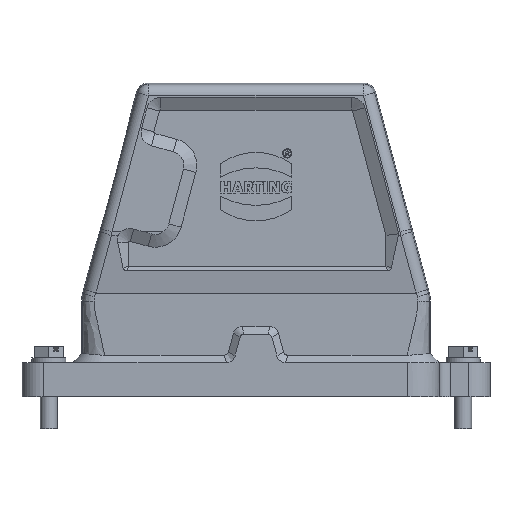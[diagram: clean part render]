
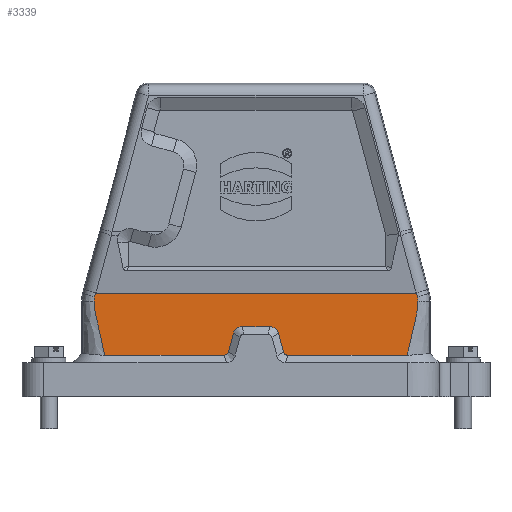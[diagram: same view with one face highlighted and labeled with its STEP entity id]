
A CAD part, front view. The second image highlights one B-rep face of the part: STEP entity #3339.
In plain terms, the highlighted planar face has unit normal (0, -1, 0).
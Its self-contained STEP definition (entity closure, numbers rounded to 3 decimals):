
#2500=(
BOUNDED_CURVE()
B_SPLINE_CURVE(3,(#12667,#12668,#12669,#12670,#12671,#12672,#12673),
 .UNSPECIFIED.,.F.,.F.)
B_SPLINE_CURVE_WITH_KNOTS((4,3,4),(0.,0.333,1.),
 .UNSPECIFIED.)
CURVE()
GEOMETRIC_REPRESENTATION_ITEM()
RATIONAL_B_SPLINE_CURVE((1.,1.,1.,1.,1.,1.,1.))
REPRESENTATION_ITEM('')
);
#2515=(
BOUNDED_CURVE()
B_SPLINE_CURVE(3,(#14454,#14455,#14456,#14457,#14458,#14459,#14460),
 .UNSPECIFIED.,.F.,.F.)
B_SPLINE_CURVE_WITH_KNOTS((4,3,4),(0.,0.667,1.),.UNSPECIFIED.)
CURVE()
GEOMETRIC_REPRESENTATION_ITEM()
RATIONAL_B_SPLINE_CURVE((1.,1.,1.,1.,1.,1.,1.))
REPRESENTATION_ITEM('')
);
#2843=FACE_OUTER_BOUND('',#5397,.T.);
#2951=ELLIPSE('',#9821,6.001,6.);
#2953=ELLIPSE('',#9826,6.001,6.);
#2954=ELLIPSE('',#9827,33.546,4.);
#2957=ELLIPSE('',#9836,33.546,4.);
#3339=ADVANCED_FACE('',(#2843),#3568,.T.);
#3568=PLANE('',#10114);
#3909=LINE('',#13487,#4540);
#3976=LINE('',#14482,#4607);
#3977=LINE('',#14506,#4608);
#3983=LINE('',#14968,#4614);
#3984=LINE('',#14992,#4615);
#3985=LINE('',#15005,#4616);
#4540=VECTOR('',#10791,1.);
#4607=VECTOR('',#11030,1.);
#4608=VECTOR('',#11047,1.);
#4614=VECTOR('',#11163,1.);
#4615=VECTOR('',#11166,1.);
#4616=VECTOR('',#11169,1.);
#4911=B_SPLINE_CURVE_WITH_KNOTS('',3,(#14740,#14741,#14742,#14743,#14744,
#14745,#14746,#14747),.UNSPECIFIED.,.F.,.F.,(4,2,2,4),(0.,0.25,0.5,1.),
 .UNSPECIFIED.);
#4914=B_SPLINE_CURVE_WITH_KNOTS('',3,(#14817,#14818,#14819,#14820,#14821,
#14822,#14823,#14824),.UNSPECIFIED.,.F.,.F.,(4,2,2,4),(0.,0.25,0.5,1.),
 .UNSPECIFIED.);
#4927=B_SPLINE_CURVE_WITH_KNOTS('',3,(#15127,#15128,#15129,#15130),
 .UNSPECIFIED.,.F.,.F.,(4,4),(0.,1.),.UNSPECIFIED.);
#4928=B_SPLINE_CURVE_WITH_KNOTS('',3,(#15143,#15144,#15145,#15146,#15147,
#15148),.UNSPECIFIED.,.F.,.F.,(4,2,4),(0.,0.5,1.),.UNSPECIFIED.);
#4929=B_SPLINE_CURVE_WITH_KNOTS('',3,(#15179,#15180,#15181,#15182),
 .UNSPECIFIED.,.F.,.F.,(4,4),(0.,1.),.UNSPECIFIED.);
#4930=B_SPLINE_CURVE_WITH_KNOTS('',3,(#15195,#15196,#15197,#15198,#15199,
#15200),.UNSPECIFIED.,.F.,.F.,(4,2,4),(0.,0.5,1.),.UNSPECIFIED.);
#5397=EDGE_LOOP('',(#7232,#7233,#7234,#7235,#7236,#7237,#7238,#7239,#7240,
#7241,#7242,#7243,#7244,#7245,#7246,#7247,#7248,#7249));
#7232=ORIENTED_EDGE('',*,*,#8713,.T.);
#7233=ORIENTED_EDGE('',*,*,#8725,.T.);
#7234=ORIENTED_EDGE('',*,*,#8698,.F.);
#7235=ORIENTED_EDGE('',*,*,#8643,.T.);
#7236=ORIENTED_EDGE('',*,*,#8647,.T.);
#7237=ORIENTED_EDGE('',*,*,#8651,.T.);
#7238=ORIENTED_EDGE('',*,*,#8656,.T.);
#7239=ORIENTED_EDGE('',*,*,#8518,.F.);
#7240=ORIENTED_EDGE('',*,*,#8648,.T.);
#7241=ORIENTED_EDGE('',*,*,#8644,.T.);
#7242=ORIENTED_EDGE('',*,*,#8639,.T.);
#7243=ORIENTED_EDGE('',*,*,#8283,.T.);
#7244=ORIENTED_EDGE('',*,*,#8695,.T.);
#7245=ORIENTED_EDGE('',*,*,#8727,.T.);
#7246=ORIENTED_EDGE('',*,*,#8718,.T.);
#7247=ORIENTED_EDGE('',*,*,#8728,.T.);
#7248=ORIENTED_EDGE('',*,*,#8716,.T.);
#7249=ORIENTED_EDGE('',*,*,#8726,.T.);
#7628=VERTEX_POINT('',#12666);
#7629=VERTEX_POINT('',#12674);
#7803=VERTEX_POINT('',#13486);
#7804=VERTEX_POINT('',#13488);
#7871=VERTEX_POINT('',#14423);
#7872=VERTEX_POINT('',#14449);
#7873=VERTEX_POINT('',#14453);
#7874=VERTEX_POINT('',#14483);
#7875=VERTEX_POINT('',#14487);
#7876=VERTEX_POINT('',#14505);
#7886=VERTEX_POINT('',#14739);
#7888=VERTEX_POINT('',#14825);
#7897=VERTEX_POINT('',#14967);
#7898=VERTEX_POINT('',#14969);
#7899=VERTEX_POINT('',#14991);
#7900=VERTEX_POINT('',#14993);
#7901=VERTEX_POINT('',#15006);
#7902=VERTEX_POINT('',#15007);
#8283=EDGE_CURVE('',#7629,#7628,#2500,.T.);
#8518=EDGE_CURVE('',#7803,#7804,#3909,.T.);
#8639=EDGE_CURVE('',#7871,#7629,#2951,.T.);
#8643=EDGE_CURVE('',#7872,#7873,#2515,.T.);
#8644=EDGE_CURVE('',#7874,#7871,#3976,.T.);
#8647=EDGE_CURVE('',#7873,#7875,#2953,.T.);
#8648=EDGE_CURVE('',#7803,#7874,#2954,.T.);
#8651=EDGE_CURVE('',#7875,#7876,#3977,.T.);
#8656=EDGE_CURVE('',#7876,#7804,#2957,.T.);
#8695=EDGE_CURVE('',#7628,#7886,#4911,.T.);
#8698=EDGE_CURVE('',#7872,#7888,#4914,.T.);
#8713=EDGE_CURVE('',#7898,#7897,#3983,.T.);
#8716=EDGE_CURVE('',#7900,#7899,#3984,.T.);
#8718=EDGE_CURVE('',#7901,#7902,#3985,.T.);
#8725=EDGE_CURVE('',#7897,#7888,#4927,.T.);
#8726=EDGE_CURVE('',#7899,#7898,#4928,.T.);
#8727=EDGE_CURVE('',#7886,#7901,#4929,.T.);
#8728=EDGE_CURVE('',#7902,#7900,#4930,.T.);
#9821=AXIS2_PLACEMENT_3D('',#14422,#11026,#11027);
#9826=AXIS2_PLACEMENT_3D('',#14488,#11037,#11038);
#9827=AXIS2_PLACEMENT_3D('',#14501,#11039,#11040);
#9836=AXIS2_PLACEMENT_3D('',#14537,#11058,#11059);
#10114=AXIS2_PLACEMENT_3D('',#16117,#11805,#11806);
#10791=DIRECTION('',(1.,0.,0.));
#11026=DIRECTION('',(0.,-1.,0.));
#11027=DIRECTION('',(-0.991,0.,0.131));
#11030=DIRECTION('',(-0.259,0.,-0.966));
#11037=DIRECTION('',(0.,-1.,0.));
#11038=DIRECTION('',(0.991,0.,0.131));
#11039=DIRECTION('',(0.,1.,0.));
#11040=DIRECTION('',(-0.261,0.,-0.965));
#11047=DIRECTION('',(-0.259,0.,0.966));
#11058=DIRECTION('',(0.,1.,0.));
#11059=DIRECTION('',(-0.261,0.,0.965));
#11163=DIRECTION('',(0.259,0.,-0.966));
#11166=DIRECTION('',(1.,0.,0.));
#11169=DIRECTION('',(0.259,0.,0.966));
#11805=DIRECTION('',(0.,-1.,0.));
#11806=DIRECTION('',(0.,0.,-1.));
#12666=CARTESIAN_POINT('',(-53.334,-26.4,-3.45));
#12667=CARTESIAN_POINT('',(-57.108,-26.4,15.582));
#12668=CARTESIAN_POINT('',(-57.108,-26.4,8.371));
#12669=CARTESIAN_POINT('',(-53.178,-26.4,1.161));
#12670=CARTESIAN_POINT('',(-53.178,-26.4,-6.05));
#12671=CARTESIAN_POINT('',(-53.178,-26.4,-20.471));
#12672=CARTESIAN_POINT('',(-53.178,-26.4,-34.893));
#12673=CARTESIAN_POINT('',(-53.178,-26.4,-49.314));
#12674=CARTESIAN_POINT('',(-57.108,-26.4,15.582));
#13486=CARTESIAN_POINT('',(-56.419,-26.4,18.45));
#13487=CARTESIAN_POINT('',(84.,-26.4,18.45));
#13488=CARTESIAN_POINT('',(56.419,-26.4,18.45));
#14422=CARTESIAN_POINT('',(-51.107,-26.4,15.582));
#14423=CARTESIAN_POINT('',(-56.904,-26.4,17.135));
#14449=CARTESIAN_POINT('',(53.334,-26.4,-3.45));
#14453=CARTESIAN_POINT('',(57.108,-26.4,15.582));
#14454=CARTESIAN_POINT('',(53.178,-26.4,-49.314));
#14455=CARTESIAN_POINT('',(53.178,-26.4,-34.893));
#14456=CARTESIAN_POINT('',(53.178,-26.4,-20.471));
#14457=CARTESIAN_POINT('',(53.178,-26.4,-6.05));
#14458=CARTESIAN_POINT('',(53.178,-26.4,1.161));
#14459=CARTESIAN_POINT('',(57.108,-26.4,8.371));
#14460=CARTESIAN_POINT('',(57.108,-26.4,15.582));
#14482=CARTESIAN_POINT('',(-56.902,-26.4,17.143));
#14483=CARTESIAN_POINT('',(-56.547,-26.4,18.467));
#14487=CARTESIAN_POINT('',(56.904,-26.4,17.135));
#14488=CARTESIAN_POINT('',(51.107,-26.4,15.582));
#14501=CARTESIAN_POINT('',(-47.797,-26.4,50.852));
#14505=CARTESIAN_POINT('',(56.547,-26.4,18.467));
#14506=CARTESIAN_POINT('',(56.824,-26.4,17.433));
#14537=CARTESIAN_POINT('',(47.797,-26.4,50.852));
#14739=CARTESIAN_POINT('',(-11.17,-26.4,-3.45));
#14740=CARTESIAN_POINT('',(-53.334,-26.4,-3.45));
#14741=CARTESIAN_POINT('',(-49.821,-26.4,-3.429));
#14742=CARTESIAN_POINT('',(-46.307,-26.4,-3.45));
#14743=CARTESIAN_POINT('',(-39.279,-26.4,-3.45));
#14744=CARTESIAN_POINT('',(-35.766,-26.4,-3.45));
#14745=CARTESIAN_POINT('',(-25.225,-26.4,-3.45));
#14746=CARTESIAN_POINT('',(-18.197,-26.4,-3.45));
#14747=CARTESIAN_POINT('',(-11.17,-26.4,-3.45));
#14817=CARTESIAN_POINT('',(53.334,-26.4,-3.45));
#14818=CARTESIAN_POINT('',(49.821,-26.4,-3.429));
#14819=CARTESIAN_POINT('',(46.307,-26.4,-3.45));
#14820=CARTESIAN_POINT('',(39.279,-26.4,-3.45));
#14821=CARTESIAN_POINT('',(35.766,-26.4,-3.45));
#14822=CARTESIAN_POINT('',(25.225,-26.4,-3.45));
#14823=CARTESIAN_POINT('',(18.197,-26.4,-3.45));
#14824=CARTESIAN_POINT('',(11.17,-26.4,-3.45));
#14825=CARTESIAN_POINT('',(11.17,-26.4,-3.45));
#14967=CARTESIAN_POINT('',(9.691,-26.4,-2.315));
#14968=CARTESIAN_POINT('',(15.602,-26.4,-24.377));
#14969=CARTESIAN_POINT('',(7.924,-26.4,4.28));
#14991=CARTESIAN_POINT('',(4.966,-26.4,6.55));
#14992=CARTESIAN_POINT('',(84.,-26.4,6.55));
#14993=CARTESIAN_POINT('',(-4.966,-26.4,6.55));
#15005=CARTESIAN_POINT('',(-4.349,-26.4,17.623));
#15006=CARTESIAN_POINT('',(-9.691,-26.4,-2.315));
#15007=CARTESIAN_POINT('',(-7.924,-26.4,4.28));
#15127=CARTESIAN_POINT('',(9.691,-26.4,-2.315));
#15128=CARTESIAN_POINT('',(9.869,-26.4,-2.978));
#15129=CARTESIAN_POINT('',(10.482,-26.4,-3.45));
#15130=CARTESIAN_POINT('',(11.17,-26.4,-3.45));
#15143=CARTESIAN_POINT('',(4.966,-26.4,6.55));
#15144=CARTESIAN_POINT('',(5.64,-26.4,6.55));
#15145=CARTESIAN_POINT('',(6.293,-26.4,6.323));
#15146=CARTESIAN_POINT('',(7.36,-26.4,5.504));
#15147=CARTESIAN_POINT('',(7.749,-26.4,4.931));
#15148=CARTESIAN_POINT('',(7.924,-26.4,4.28));
#15179=CARTESIAN_POINT('',(-11.17,-26.4,-3.45));
#15180=CARTESIAN_POINT('',(-10.483,-26.4,-3.45));
#15181=CARTESIAN_POINT('',(-9.869,-26.4,-2.98));
#15182=CARTESIAN_POINT('',(-9.691,-26.4,-2.315));
#15195=CARTESIAN_POINT('',(-7.924,-26.4,4.28));
#15196=CARTESIAN_POINT('',(-7.749,-26.4,4.931));
#15197=CARTESIAN_POINT('',(-7.361,-26.4,5.503));
#15198=CARTESIAN_POINT('',(-6.294,-26.4,6.322));
#15199=CARTESIAN_POINT('',(-5.64,-26.4,6.55));
#15200=CARTESIAN_POINT('',(-4.966,-26.4,6.55));
#16117=CARTESIAN_POINT('',(84.,-26.4,-6.05));
